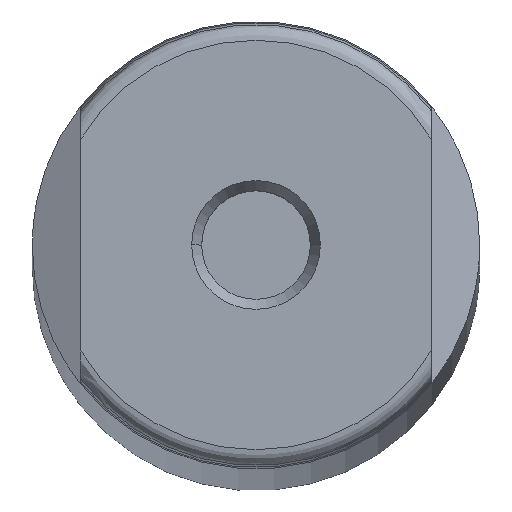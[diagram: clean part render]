
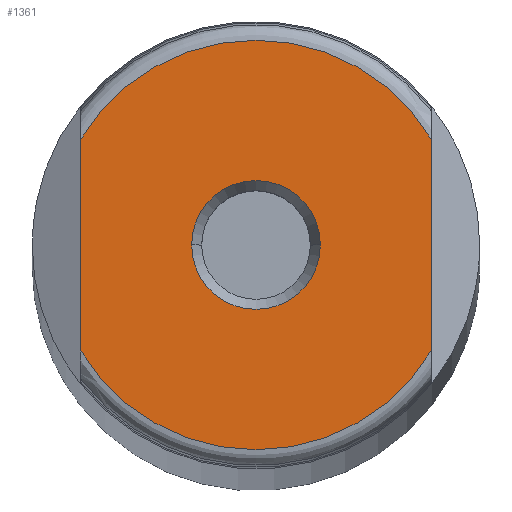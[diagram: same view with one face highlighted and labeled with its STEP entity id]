
A CAD part, top view. The second image highlights one B-rep face of the part: STEP entity #1361.
In plain terms, the highlighted planar face has unit normal (0, 0, 1).
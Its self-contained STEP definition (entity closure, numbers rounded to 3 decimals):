
#17 = CARTESIAN_POINT ( 'NONE',  ( 4.025, 0., 790. ) ) ;
#40 = DIRECTION ( 'NONE',  ( 1., 0., 0. ) ) ;
#81 = VECTOR ( 'NONE', #1002, 1000. ) ;
#118 = FACE_BOUND ( 'NONE', #229, .T. ) ;
#154 = DIRECTION ( 'NONE',  ( 0., -1., 0. ) ) ;
#200 = DIRECTION ( 'NONE',  ( 1., 0., 0. ) ) ;
#214 = DIRECTION ( 'NONE',  ( 0., 0., 1. ) ) ;
#229 = EDGE_LOOP ( 'NONE', ( #662, #1559 ) ) ;
#311 = CARTESIAN_POINT ( 'NONE',  ( 11., -6.561, 790. ) ) ;
#312 = CIRCLE ( 'NONE', #361, 12.808 ) ;
#361 = AXIS2_PLACEMENT_3D ( 'NONE', #523, #1050, #200 ) ;
#366 = CIRCLE ( 'NONE', #1623, 12.808 ) ;
#370 = VERTEX_POINT ( 'NONE', #1605 ) ;
#439 = FACE_OUTER_BOUND ( 'NONE', #1156, .T. ) ;
#440 = CARTESIAN_POINT ( 'NONE',  ( 11., 0., 790. ) ) ;
#442 = ORIENTED_EDGE ( 'NONE', *, *, #1424, .T. ) ;
#476 = CARTESIAN_POINT ( 'NONE',  ( 0., 0., 790. ) ) ;
#480 = VECTOR ( 'NONE', #154, 1000. ) ;
#523 = CARTESIAN_POINT ( 'NONE',  ( 0., 0., 790. ) ) ;
#608 = DIRECTION ( 'NONE',  ( 1., 0., 0. ) ) ;
#662 = ORIENTED_EDGE ( 'NONE', *, *, #812, .F. ) ;
#679 = CIRCLE ( 'NONE', #1239, 4.025 ) ;
#717 = CIRCLE ( 'NONE', #1269, 4.025 ) ;
#742 = EDGE_CURVE ( 'NONE', #985, #1035, #717, .T. ) ;
#745 = ORIENTED_EDGE ( 'NONE', *, *, #1513, .T. ) ;
#758 = DIRECTION ( 'NONE',  ( 0., 0., 1. ) ) ;
#767 = EDGE_CURVE ( 'NONE', #370, #1321, #312, .T. ) ;
#776 = AXIS2_PLACEMENT_3D ( 'NONE', #1585, #758, #608 ) ;
#779 = DIRECTION ( 'NONE',  ( 1., 0., 0. ) ) ;
#812 = EDGE_CURVE ( 'NONE', #1035, #985, #679, .T. ) ;
#838 = VERTEX_POINT ( 'NONE', #925 ) ;
#851 = CARTESIAN_POINT ( 'NONE',  ( -4.025, 0., 790. ) ) ;
#875 = DIRECTION ( 'NONE',  ( 0., 0., 1. ) ) ;
#925 = CARTESIAN_POINT ( 'NONE',  ( 11., 6.561, 790. ) ) ;
#985 = VERTEX_POINT ( 'NONE', #851 ) ;
#1002 = DIRECTION ( 'NONE',  ( 0., 1., 0. ) ) ;
#1026 = DIRECTION ( 'NONE',  ( 0., 0., 1. ) ) ;
#1035 = VERTEX_POINT ( 'NONE', #17 ) ;
#1050 = DIRECTION ( 'NONE',  ( 0., 0., 1. ) ) ;
#1107 = LINE ( 'NONE', #440, #81 ) ;
#1123 = CARTESIAN_POINT ( 'NONE',  ( -11., 0., 790. ) ) ;
#1156 = EDGE_LOOP ( 'NONE', ( #1788, #442, #745, #1279 ) ) ;
#1223 = LINE ( 'NONE', #1123, #480 ) ;
#1239 = AXIS2_PLACEMENT_3D ( 'NONE', #1758, #214, #779 ) ;
#1269 = AXIS2_PLACEMENT_3D ( 'NONE', #476, #1026, #1340 ) ;
#1279 = ORIENTED_EDGE ( 'NONE', *, *, #767, .T. ) ;
#1321 = VERTEX_POINT ( 'NONE', #311 ) ;
#1340 = DIRECTION ( 'NONE',  ( 1., 0., 0. ) ) ;
#1361 = ADVANCED_FACE ( 'NONE', ( #118, #439 ), #1439, .T. ) ;
#1424 = EDGE_CURVE ( 'NONE', #838, #1642, #366, .T. ) ;
#1439 = PLANE ( 'NONE',  #776 ) ;
#1502 = EDGE_CURVE ( 'NONE', #1321, #838, #1107, .T. ) ;
#1513 = EDGE_CURVE ( 'NONE', #1642, #370, #1223, .T. ) ;
#1559 = ORIENTED_EDGE ( 'NONE', *, *, #742, .F. ) ;
#1574 = CARTESIAN_POINT ( 'NONE',  ( 0., 0., 790. ) ) ;
#1585 = CARTESIAN_POINT ( 'NONE',  ( 0., 0., 790. ) ) ;
#1605 = CARTESIAN_POINT ( 'NONE',  ( -11., -6.561, 790. ) ) ;
#1623 = AXIS2_PLACEMENT_3D ( 'NONE', #1574, #875, #40 ) ;
#1642 = VERTEX_POINT ( 'NONE', #1748 ) ;
#1748 = CARTESIAN_POINT ( 'NONE',  ( -11., 6.561, 790. ) ) ;
#1758 = CARTESIAN_POINT ( 'NONE',  ( 0., 0., 790. ) ) ;
#1788 = ORIENTED_EDGE ( 'NONE', *, *, #1502, .T. ) ;
